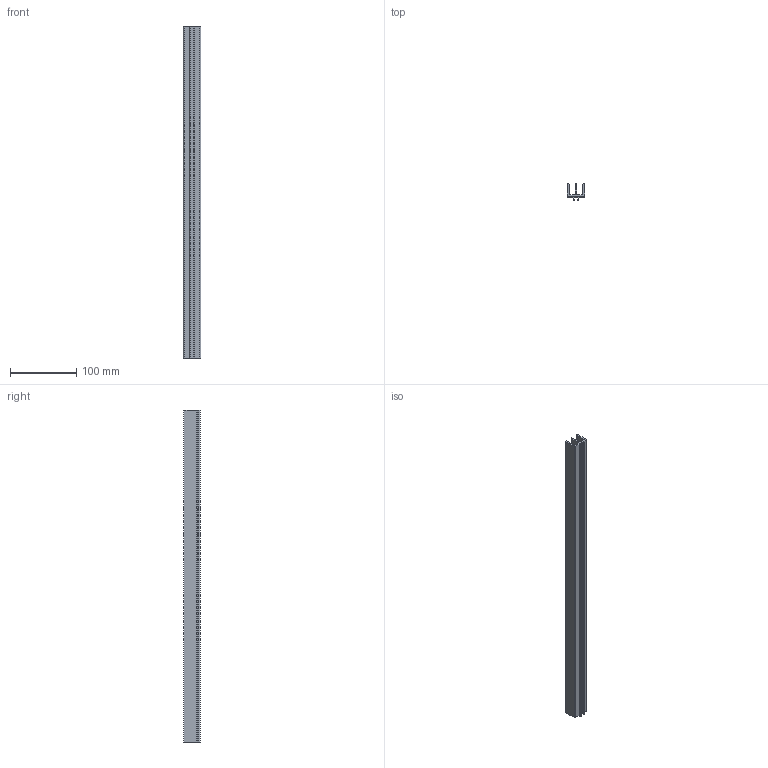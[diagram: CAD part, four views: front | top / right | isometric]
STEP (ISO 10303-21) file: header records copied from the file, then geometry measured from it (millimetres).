
FILE_DESCRIPTION (( 'STEP AP214' ), '1' );
FILE_NAME ('7.51.08.STEP', '2025-09-24T11:41:56', ( '' ), ( '' ), 'SwSTEP 2.0', 'SolidWorks 2021', '' );
FILE_SCHEMA (( 'AUTOMOTIVE_DESIGN' ));
Length unit declared in the file: millimetre
Products named in the file (1): 7.51.08
Bounding box: 26 x 24.75 x 500 mm (x, y, z)
Volume: 102696.5 mm3; surface area: 87598.5 mm2
Topology: 1 solids, 1 shells, 47 faces, 135 edges, 90 vertices
Faces by surface type: plane 30, cylinder 17
Entity records: 1577 total; most frequent: CARTESIAN_POINT 273, ORIENTED_EDGE 270, DIRECTION 265, EDGE_CURVE 135, LINE 101, VECTOR 101, VERTEX_POINT 90, AXIS2_PLACEMENT_3D 82
